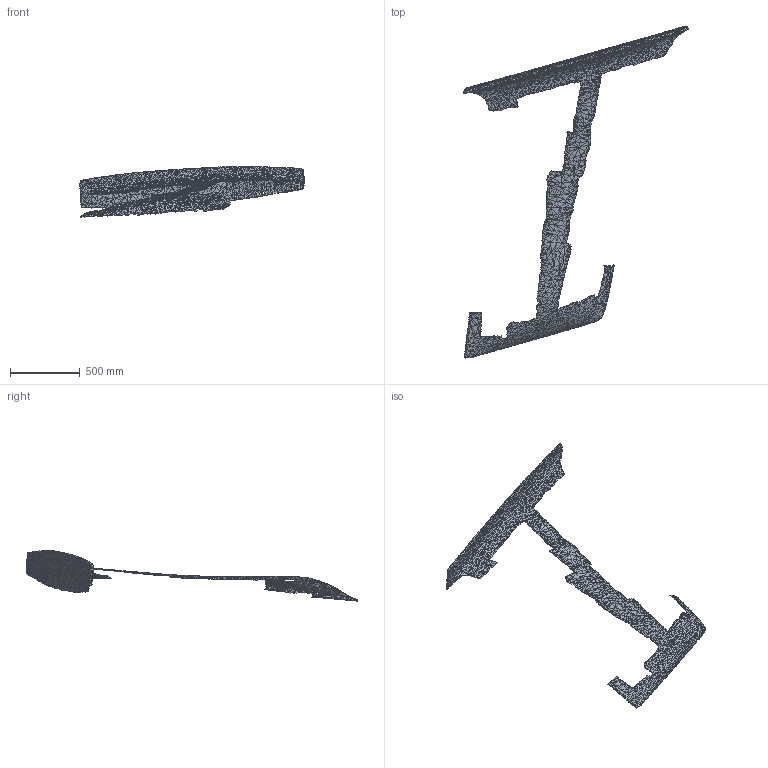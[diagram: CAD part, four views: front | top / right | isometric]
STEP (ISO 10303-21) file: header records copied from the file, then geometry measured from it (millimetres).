
FILE_DESCRIPTION(('FreeCAD Model'),'2;1');
FILE_NAME('Open CASCADE Shape Model','2025-05-03T20:50:10',('FreeCAD'),( 'FreeCAD'),'Open CASCADE STEP processor 7.6','FreeCAD','Unknown');
FILE_SCHEMA(('AUTOMOTIVE_DESIGN { 1 0 10303 214 1 1 1 1 }'));
Products named in the file (1): Open CASCADE STEP translator 7.6 1
Bounding box: 1610.97 x 2384.68 x 362.77 mm (x, y, z)
Surface area: 1269803 mm2 (no closed solid volume)
Topology: 0 solids, 10369 shells, 10369 faces, 31107 edges, 31107 vertices
Faces by surface type: bspline 10369
Entity records: 321455 total; most frequent: CARTESIAN_POINT 134798, ORIENTED_EDGE 31107, EDGE_CURVE 31107, VERTEX_POINT 31107, B_SPLINE_CURVE_WITH_KNOTS 31107, SHELL_BASED_SURFACE_MODEL 10369, OPEN_SHELL 10369, ADVANCED_FACE 10369
